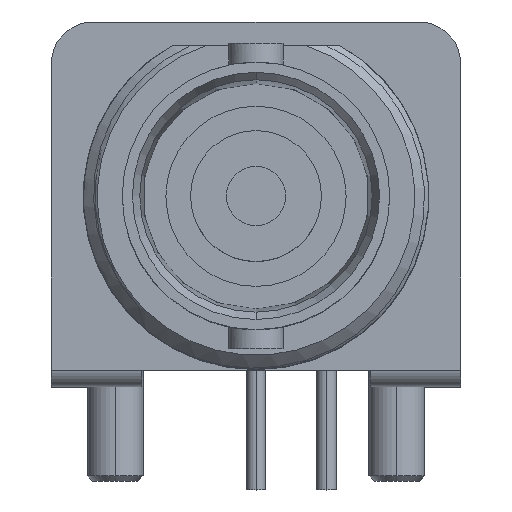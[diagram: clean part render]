
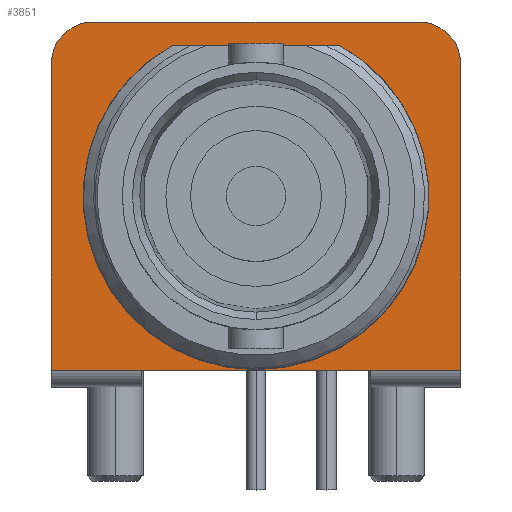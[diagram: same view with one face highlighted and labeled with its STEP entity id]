
A CAD part, top view. The second image highlights one B-rep face of the part: STEP entity #3851.
In plain terms, the highlighted planar face has unit normal (0, 0, 1).
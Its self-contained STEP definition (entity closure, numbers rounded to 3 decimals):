
#139=DIRECTION('',(1.,0.,0.));
#140=VECTOR('',#139,5.39);
#141=CARTESIAN_POINT('',(-2.551,5.45,-21.2));
#142=LINE('',#141,#140);
#474=CARTESIAN_POINT('',(5.88,4.81,-21.2));
#475=DIRECTION('',(0.,0.,1.));
#476=DIRECTION('',(1.,0.,0.));
#477=AXIS2_PLACEMENT_3D('',#474,#475,#476);
#479=DIRECTION('',(0.,1.,0.));
#480=VECTOR('',#479,11.06);
#481=CARTESIAN_POINT('',(7.38,-6.25,-21.2));
#482=LINE('',#481,#480);
#483=DIRECTION('',(1.,0.,0.));
#484=VECTOR('',#483,14.76);
#485=CARTESIAN_POINT('',(-7.38,-6.25,-21.2));
#486=LINE('',#485,#484);
#487=DIRECTION('',(0.,-1.,0.));
#488=VECTOR('',#487,11.06);
#489=CARTESIAN_POINT('',(-7.38,4.81,-21.2));
#490=LINE('',#489,#488);
#491=CARTESIAN_POINT('',(-5.88,4.81,-21.2));
#492=DIRECTION('',(0.,0.,1.));
#493=DIRECTION('',(0.,1.,0.));
#494=AXIS2_PLACEMENT_3D('',#491,#492,#493);
#496=DIRECTION('',(-1.,0.,0.));
#497=VECTOR('',#496,11.76);
#498=CARTESIAN_POINT('',(5.88,6.31,-21.2));
#499=LINE('',#498,#497);
#504=CARTESIAN_POINT('',(-5.367,-2.214,-21.2));
#505=CARTESIAN_POINT('',(-5.476,-1.967,-21.2));
#506=CARTESIAN_POINT('',(-5.658,-1.462,-21.2));
#507=CARTESIAN_POINT('',(-5.826,-0.662,-21.2));
#508=CARTESIAN_POINT('',(-5.881,0.152,-21.2));
#509=CARTESIAN_POINT('',(-5.823,0.963,-21.2));
#510=CARTESIAN_POINT('',(-5.651,1.77,-21.2));
#511=CARTESIAN_POINT('',(-5.371,2.537,-21.2));
#512=CARTESIAN_POINT('',(-4.985,3.267,-21.2));
#513=CARTESIAN_POINT('',(-4.5,3.937,-21.2));
#514=CARTESIAN_POINT('',(-3.929,4.532,-21.2));
#515=CARTESIAN_POINT('',(-3.277,5.047,-21.2));
#516=CARTESIAN_POINT('',(-2.801,5.326,-21.2));
#517=CARTESIAN_POINT('',(-2.551,5.45,-21.2));
#519=CARTESIAN_POINT('',(2.839,5.45,-21.2));
#520=CARTESIAN_POINT('',(3.015,5.363,-21.2));
#521=CARTESIAN_POINT('',(3.351,5.176,-21.2));
#522=CARTESIAN_POINT('',(3.797,4.873,-21.2));
#523=CARTESIAN_POINT('',(4.209,4.538,-21.2));
#524=CARTESIAN_POINT('',(4.592,4.169,-21.2));
#525=CARTESIAN_POINT('',(4.944,3.764,-21.2));
#526=CARTESIAN_POINT('',(5.259,3.331,-21.2));
#527=CARTESIAN_POINT('',(5.443,3.028,-21.2));
#528=CARTESIAN_POINT('',(5.528,2.872,-21.2));
#1342=CARTESIAN_POINT('',(0.,0.,-21.2));
#1343=DIRECTION('',(0.,0.,-1.));
#1344=DIRECTION('',(0.887,0.461,0.));
#1345=AXIS2_PLACEMENT_3D('',#1342,#1343,#1344);
#1848=CARTESIAN_POINT('',(5.945,1.861,-21.2));
#1849=CARTESIAN_POINT('',(6.031,1.564,-21.2));
#1850=CARTESIAN_POINT('',(6.157,0.965,-21.2));
#1851=CARTESIAN_POINT('',(6.211,0.04,-21.2));
#1852=CARTESIAN_POINT('',(6.128,-0.876,-21.2));
#1853=CARTESIAN_POINT('',(5.912,-1.766,-21.2));
#1854=CARTESIAN_POINT('',(5.565,-2.617,-21.2));
#1855=CARTESIAN_POINT('',(5.1,-3.399,-21.2));
#1856=CARTESIAN_POINT('',(4.521,-4.107,-21.2));
#1857=CARTESIAN_POINT('',(3.848,-4.716,-21.2));
#1858=CARTESIAN_POINT('',(3.097,-5.217,-21.2));
#1859=CARTESIAN_POINT('',(2.274,-5.602,-21.2));
#1860=CARTESIAN_POINT('',(1.412,-5.857,-21.2));
#1861=CARTESIAN_POINT('',(0.513,-5.982,-21.2));
#1862=CARTESIAN_POINT('',(-0.38,-5.971,-21.2));
#1863=CARTESIAN_POINT('',(-1.243,-5.83,-21.2));
#1864=CARTESIAN_POINT('',(-2.039,-5.578,-21.2));
#1865=CARTESIAN_POINT('',(-2.714,-5.258,-21.2));
#1866=CARTESIAN_POINT('',(-3.272,-4.909,-21.2));
#1867=CARTESIAN_POINT('',(-3.746,-4.537,-21.2));
#1868=CARTESIAN_POINT('',(-4.157,-4.144,-21.2));
#1869=CARTESIAN_POINT('',(-4.529,-3.713,-21.2));
#1870=CARTESIAN_POINT('',(-4.861,-3.242,-21.2));
#1871=CARTESIAN_POINT('',(-5.145,-2.74,-21.2));
#1872=CARTESIAN_POINT('',(-5.299,-2.392,-21.2));
#1873=CARTESIAN_POINT('',(-5.367,-2.214,-21.2));
#3318=CARTESIAN_POINT('',(-7.38,-6.25,-21.2));
#3319=CARTESIAN_POINT('',(7.38,-6.25,-21.2));
#3320=VERTEX_POINT('',#3318);
#3321=VERTEX_POINT('',#3319);
#3322=CARTESIAN_POINT('',(-2.551,5.45,-21.2));
#3323=CARTESIAN_POINT('',(2.839,5.45,-21.2));
#3324=VERTEX_POINT('',#3322);
#3325=VERTEX_POINT('',#3323);
#3326=CARTESIAN_POINT('',(5.528,2.872,-21.2));
#3327=CARTESIAN_POINT('',(5.945,1.861,-21.2));
#3328=VERTEX_POINT('',#3326);
#3329=VERTEX_POINT('',#3327);
#3330=VERTEX_POINT('',#504);
#3541=CARTESIAN_POINT('',(7.38,4.81,-21.2));
#3542=VERTEX_POINT('',#3541);
#3543=CARTESIAN_POINT('',(5.88,6.31,-21.2));
#3544=VERTEX_POINT('',#3543);
#3549=CARTESIAN_POINT('',(-5.88,6.31,-21.2));
#3550=VERTEX_POINT('',#3549);
#3551=CARTESIAN_POINT('',(-7.38,4.81,-21.2));
#3552=VERTEX_POINT('',#3551);
#3821=CARTESIAN_POINT('',(0.,0.,-21.2));
#3822=DIRECTION('',(0.,0.,1.));
#3823=DIRECTION('',(1.,0.,0.));
#3824=AXIS2_PLACEMENT_3D('',#3821,#3822,#3823);
#3825=PLANE('',#3824);
#3827=ORIENTED_EDGE('',*,*,#3826,.F.);
#3829=ORIENTED_EDGE('',*,*,#3828,.F.);
#3831=ORIENTED_EDGE('',*,*,#3830,.F.);
#3833=ORIENTED_EDGE('',*,*,#3832,.F.);
#3835=ORIENTED_EDGE('',*,*,#3834,.F.);
#3837=ORIENTED_EDGE('',*,*,#3836,.F.);
#3838=EDGE_LOOP('',(#3827,#3829,#3831,#3833,#3835,#3837));
#3839=FACE_OUTER_BOUND('',#3838,.F.);
#3840=ORIENTED_EDGE('',*,*,#3687,.F.);
#3842=ORIENTED_EDGE('',*,*,#3841,.F.);
#3844=ORIENTED_EDGE('',*,*,#3843,.F.);
#3846=ORIENTED_EDGE('',*,*,#3845,.F.);
#3848=ORIENTED_EDGE('',*,*,#3847,.F.);
#3849=EDGE_LOOP('',(#3840,#3842,#3844,#3846,#3848));
#3850=FACE_BOUND('',#3849,.F.);
#3851=ADVANCED_FACE('',(#3839,#3850),#3825,.T.);
#478=CIRCLE('',#477,1.5);
#495=CIRCLE('',#494,1.5);
#518=B_SPLINE_CURVE_WITH_KNOTS('',3,(#504,#505,#506,#507,#508,#509,#510,#511,
#512,#513,#514,#515,#516,#517),.UNSPECIFIED.,.F.,.F.,(4,1,1,1,1,1,1,1,1,1,1,4),(
0.,0.091,0.182,0.273,0.364,
0.455,0.545,0.636,0.727,
0.818,0.909,1.),.UNSPECIFIED.);
#529=B_SPLINE_CURVE_WITH_KNOTS('',3,(#519,#520,#521,#522,#523,#524,#525,#526,
#527,#528),.UNSPECIFIED.,.F.,.F.,(4,1,1,1,1,1,1,4),(0.,0.143,
0.286,0.429,0.571,0.714,
0.857,1.),.UNSPECIFIED.);
#1346=CIRCLE('',#1345,6.23);
#1874=B_SPLINE_CURVE_WITH_KNOTS('',3,(#1848,#1849,#1850,#1851,#1852,#1853,#1854,
#1855,#1856,#1857,#1858,#1859,#1860,#1861,#1862,#1863,#1864,#1865,#1866,#1867,
#1868,#1869,#1870,#1871,#1872,#1873),.UNSPECIFIED.,.F.,.F.,(4,1,1,1,1,1,1,1,1,1,
1,1,1,1,1,1,1,1,1,1,1,1,1,4),(0.,0.043,0.087,
0.13,0.174,0.217,0.261,
0.304,0.348,0.391,0.435,
0.478,0.522,0.565,0.609,
0.652,0.696,0.739,0.783,
0.826,0.87,0.913,0.957,1.),
.UNSPECIFIED.);
#3687=EDGE_CURVE('',#3324,#3325,#142,.T.);
#3826=EDGE_CURVE('',#3542,#3544,#478,.T.);
#3828=EDGE_CURVE('',#3321,#3542,#482,.T.);
#3830=EDGE_CURVE('',#3320,#3321,#486,.T.);
#3832=EDGE_CURVE('',#3552,#3320,#490,.T.);
#3834=EDGE_CURVE('',#3550,#3552,#495,.T.);
#3836=EDGE_CURVE('',#3544,#3550,#499,.T.);
#3841=EDGE_CURVE('',#3330,#3324,#518,.T.);
#3843=EDGE_CURVE('',#3329,#3330,#1874,.T.);
#3845=EDGE_CURVE('',#3328,#3329,#1346,.T.);
#3847=EDGE_CURVE('',#3325,#3328,#529,.T.);
